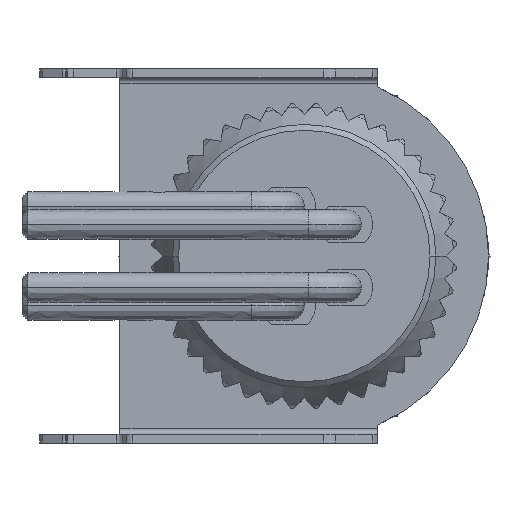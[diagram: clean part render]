
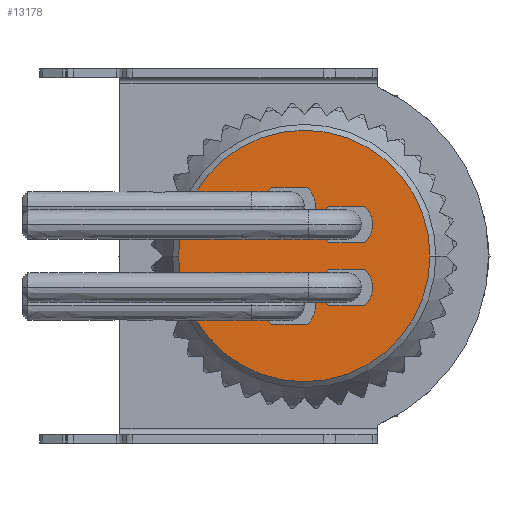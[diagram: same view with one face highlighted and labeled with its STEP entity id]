
A CAD part, left-side view. The second image highlights one B-rep face of the part: STEP entity #13178.
In plain terms, the highlighted planar face has unit normal (-1, 0, 0).
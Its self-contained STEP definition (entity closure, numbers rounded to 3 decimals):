
#3489=CARTESIAN_POINT('',(-15.,0.,0.));
#3490=DIRECTION('',(-1.,0.,0.));
#3491=DIRECTION('',(0.,-1.,0.));
#3492=AXIS2_PLACEMENT_3D('',#3489,#3490,#3491);
#3494=CARTESIAN_POINT('',(-15.,0.,0.));
#3495=DIRECTION('',(-1.,0.,0.));
#3496=DIRECTION('',(0.,1.,0.));
#3497=AXIS2_PLACEMENT_3D('',#3494,#3495,#3496);
#3499=CARTESIAN_POINT('',(-15.,-1.95,-1.075));
#3500=CARTESIAN_POINT('',(-15.,-1.95,-1.206));
#3501=CARTESIAN_POINT('',(-15.,-1.842,-1.467));
#3502=CARTESIAN_POINT('',(-15.,-1.45,-1.629));
#3503=CARTESIAN_POINT('',(-15.,-1.058,-1.467));
#3504=CARTESIAN_POINT('',(-15.,-0.95,-1.206));
#3505=CARTESIAN_POINT('',(-15.,-0.95,-1.075));
#3511=CARTESIAN_POINT('',(-15.,-0.95,-1.075));
#3512=CARTESIAN_POINT('',(-15.,-0.95,-0.944));
#3513=CARTESIAN_POINT('',(-15.,-1.058,-0.683));
#3514=CARTESIAN_POINT('',(-15.,-1.45,-0.521));
#3515=CARTESIAN_POINT('',(-15.,-1.842,-0.683));
#3516=CARTESIAN_POINT('',(-15.,-1.95,-0.944));
#3517=CARTESIAN_POINT('',(-15.,-1.95,-1.075));
#3787=CARTESIAN_POINT('',(-15.,-1.95,1.075));
#3788=CARTESIAN_POINT('',(-15.,-1.95,0.944));
#3789=CARTESIAN_POINT('',(-15.,-1.842,0.683));
#3790=CARTESIAN_POINT('',(-15.,-1.45,0.521));
#3791=CARTESIAN_POINT('',(-15.,-1.058,0.683));
#3792=CARTESIAN_POINT('',(-15.,-0.95,0.944));
#3793=CARTESIAN_POINT('',(-15.,-0.95,1.075));
#3799=CARTESIAN_POINT('',(-15.,-0.95,1.075));
#3800=CARTESIAN_POINT('',(-15.,-0.95,1.206));
#3801=CARTESIAN_POINT('',(-15.,-1.058,1.467));
#3802=CARTESIAN_POINT('',(-15.,-1.45,1.629));
#3803=CARTESIAN_POINT('',(-15.,-1.842,1.467));
#3804=CARTESIAN_POINT('',(-15.,-1.95,1.206));
#3805=CARTESIAN_POINT('',(-15.,-1.95,1.075));
#4075=CARTESIAN_POINT('',(-15.,0.,-1.7));
#4076=CARTESIAN_POINT('',(-15.,0.,-1.831));
#4077=CARTESIAN_POINT('',(-15.,0.108,-2.092));
#4078=CARTESIAN_POINT('',(-15.,0.5,-2.254));
#4079=CARTESIAN_POINT('',(-15.,0.892,-2.092));
#4080=CARTESIAN_POINT('',(-15.,1.,-1.831));
#4081=CARTESIAN_POINT('',(-15.,1.,-1.7));
#4087=CARTESIAN_POINT('',(-15.,1.,-1.7));
#4088=CARTESIAN_POINT('',(-15.,1.,-1.569));
#4089=CARTESIAN_POINT('',(-15.,0.892,-1.308));
#4090=CARTESIAN_POINT('',(-15.,0.5,-1.146));
#4091=CARTESIAN_POINT('',(-15.,0.108,-1.308));
#4092=CARTESIAN_POINT('',(-15.,0.,-1.569));
#4093=CARTESIAN_POINT('',(-15.,0.,-1.7));
#4331=CARTESIAN_POINT('',(-15.,0.,1.7));
#4332=CARTESIAN_POINT('',(-15.,0.,1.569));
#4333=CARTESIAN_POINT('',(-15.,0.108,1.308));
#4334=CARTESIAN_POINT('',(-15.,0.5,1.146));
#4335=CARTESIAN_POINT('',(-15.,0.892,1.308));
#4336=CARTESIAN_POINT('',(-15.,1.,1.569));
#4337=CARTESIAN_POINT('',(-15.,1.,1.7));
#4343=CARTESIAN_POINT('',(-15.,1.,1.7));
#4344=CARTESIAN_POINT('',(-15.,1.,1.831));
#4345=CARTESIAN_POINT('',(-15.,0.892,2.092));
#4346=CARTESIAN_POINT('',(-15.,0.5,2.254));
#4347=CARTESIAN_POINT('',(-15.,0.108,2.092));
#4348=CARTESIAN_POINT('',(-15.,0.,1.831));
#4349=CARTESIAN_POINT('',(-15.,0.,1.7));
#7120=CARTESIAN_POINT('',(-15.,-4.3,0.));
#7121=CARTESIAN_POINT('',(-15.,4.3,0.));
#7122=VERTEX_POINT('',#7120);
#7123=VERTEX_POINT('',#7121);
#8140=VERTEX_POINT('',#4331);
#8141=VERTEX_POINT('',#4337);
#8158=VERTEX_POINT('',#4075);
#8159=VERTEX_POINT('',#4081);
#8176=VERTEX_POINT('',#3787);
#8177=VERTEX_POINT('',#3793);
#8194=VERTEX_POINT('',#3499);
#8195=VERTEX_POINT('',#3505);
#13144=CARTESIAN_POINT('',(-15.,0.,0.));
#13145=DIRECTION('',(1.,0.,0.));
#13146=DIRECTION('',(0.,-1.,0.));
#13147=AXIS2_PLACEMENT_3D('',#13144,#13145,#13146);
#13148=PLANE('',#13147);
#13149=ORIENTED_EDGE('',*,*,#13134,.F.);
#13151=ORIENTED_EDGE('',*,*,#13150,.F.);
#13152=EDGE_LOOP('',(#13149,#13151));
#13153=FACE_OUTER_BOUND('',#13152,.F.);
#13155=ORIENTED_EDGE('',*,*,#13154,.F.);
#13157=ORIENTED_EDGE('',*,*,#13156,.F.);
#13158=EDGE_LOOP('',(#13155,#13157));
#13159=FACE_BOUND('',#13158,.F.);
#13161=ORIENTED_EDGE('',*,*,#13160,.F.);
#13163=ORIENTED_EDGE('',*,*,#13162,.F.);
#13164=EDGE_LOOP('',(#13161,#13163));
#13165=FACE_BOUND('',#13164,.F.);
#13167=ORIENTED_EDGE('',*,*,#13166,.F.);
#13169=ORIENTED_EDGE('',*,*,#13168,.F.);
#13170=EDGE_LOOP('',(#13167,#13169));
#13171=FACE_BOUND('',#13170,.F.);
#13173=ORIENTED_EDGE('',*,*,#13172,.F.);
#13175=ORIENTED_EDGE('',*,*,#13174,.F.);
#13176=EDGE_LOOP('',(#13173,#13175));
#13177=FACE_BOUND('',#13176,.F.);
#13178=ADVANCED_FACE('',(#13153,#13159,#13165,#13171,#13177),#13148,.F.);
#3493=CIRCLE('',#3492,4.3);
#3498=CIRCLE('',#3497,4.3);
#3506=B_SPLINE_CURVE_WITH_KNOTS('',3,(#3499,#3500,#3501,#3502,#3503,#3504,
#3505),.UNSPECIFIED.,.F.,.F.,(4,1,1,1,4),(0.,0.25,0.5,0.75,1.),
.UNSPECIFIED.);
#3518=B_SPLINE_CURVE_WITH_KNOTS('',3,(#3511,#3512,#3513,#3514,#3515,#3516,
#3517),.UNSPECIFIED.,.F.,.F.,(4,1,1,1,4),(0.,0.25,0.5,0.75,1.),
.UNSPECIFIED.);
#3794=B_SPLINE_CURVE_WITH_KNOTS('',3,(#3787,#3788,#3789,#3790,#3791,#3792,
#3793),.UNSPECIFIED.,.F.,.F.,(4,1,1,1,4),(0.,0.25,0.5,0.75,1.),
.UNSPECIFIED.);
#3806=B_SPLINE_CURVE_WITH_KNOTS('',3,(#3799,#3800,#3801,#3802,#3803,#3804,
#3805),.UNSPECIFIED.,.F.,.F.,(4,1,1,1,4),(0.,0.25,0.5,0.75,1.),
.UNSPECIFIED.);
#4082=B_SPLINE_CURVE_WITH_KNOTS('',3,(#4075,#4076,#4077,#4078,#4079,#4080,
#4081),.UNSPECIFIED.,.F.,.F.,(4,1,1,1,4),(0.,0.25,0.5,0.75,1.),
.UNSPECIFIED.);
#4094=B_SPLINE_CURVE_WITH_KNOTS('',3,(#4087,#4088,#4089,#4090,#4091,#4092,
#4093),.UNSPECIFIED.,.F.,.F.,(4,1,1,1,4),(0.,0.25,0.5,0.75,1.),
.UNSPECIFIED.);
#4338=B_SPLINE_CURVE_WITH_KNOTS('',3,(#4331,#4332,#4333,#4334,#4335,#4336,
#4337),.UNSPECIFIED.,.F.,.F.,(4,1,1,1,4),(0.,0.25,0.5,0.75,1.),
.UNSPECIFIED.);
#4350=B_SPLINE_CURVE_WITH_KNOTS('',3,(#4343,#4344,#4345,#4346,#4347,#4348,
#4349),.UNSPECIFIED.,.F.,.F.,(4,1,1,1,4),(0.,0.25,0.5,0.75,1.),
.UNSPECIFIED.);
#13134=EDGE_CURVE('',#7122,#7123,#3493,.T.);
#13150=EDGE_CURVE('',#7123,#7122,#3498,.T.);
#13154=EDGE_CURVE('',#8176,#8177,#3794,.T.);
#13156=EDGE_CURVE('',#8177,#8176,#3806,.T.);
#13160=EDGE_CURVE('',#8158,#8159,#4082,.T.);
#13162=EDGE_CURVE('',#8159,#8158,#4094,.T.);
#13166=EDGE_CURVE('',#8140,#8141,#4338,.T.);
#13168=EDGE_CURVE('',#8141,#8140,#4350,.T.);
#13172=EDGE_CURVE('',#8194,#8195,#3506,.T.);
#13174=EDGE_CURVE('',#8195,#8194,#3518,.T.);
